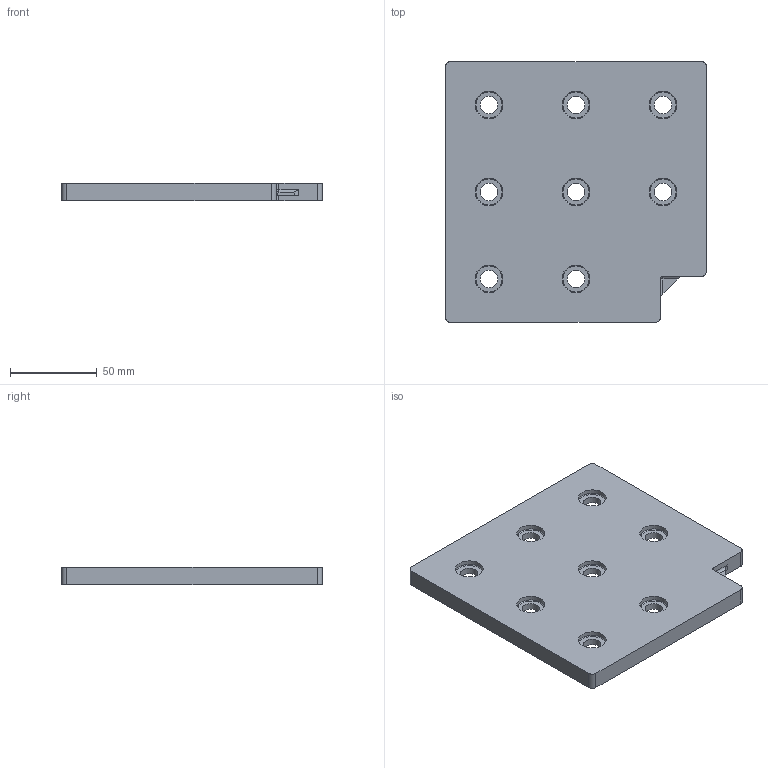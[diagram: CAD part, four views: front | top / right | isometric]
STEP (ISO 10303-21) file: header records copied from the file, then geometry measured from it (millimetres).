
FILE_DESCRIPTION(('HOOPS Exchange Step'),'2;1');
FILE_NAME('temp_export','2024-01-27T11:37:51-08:00',('e'),('Shapr3D Limited'),'HOOPS Exchange 2023.2','Shapr3D','Authorized');
FILE_SCHEMA( ('AUTOMOTIVE_DESIGN { 1 0 10303 214 1 1 1 1 }') );
Length unit declared in the file: millimetre
Products named in the file (1): root
Bounding box: 150 x 150 x 10 mm (x, y, z)
Volume: 43618.7 mm3; surface area: 55987.3 mm2
Topology: 1 solids, 1 shells, 120 faces, 255 edges, 150 vertices
Faces by surface type: cylinder 47, plane 34, torus 33, bspline 5, sphere 1
Full cylindrical faces by diameter (mm): 10 x8, 13 x8, 16 x8
Entity records: 3778 total; most frequent: CARTESIAN_POINT 1047, DIRECTION 638, ORIENTED_EDGE 502, AXIS2_PLACEMENT_3D 273, EDGE_CURVE 251, EDGE_LOOP 153, FACE_BOUND 153, VERTEX_POINT 150
